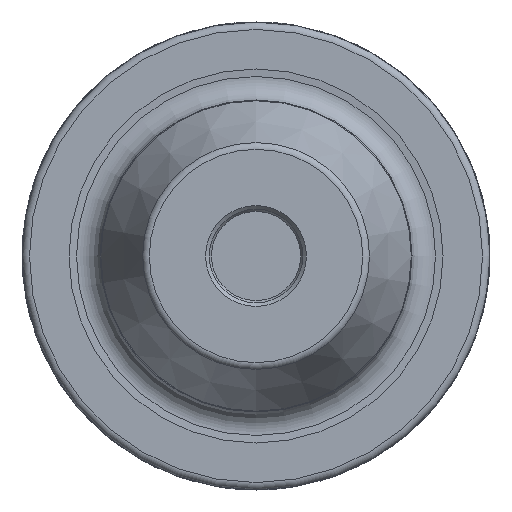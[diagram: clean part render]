
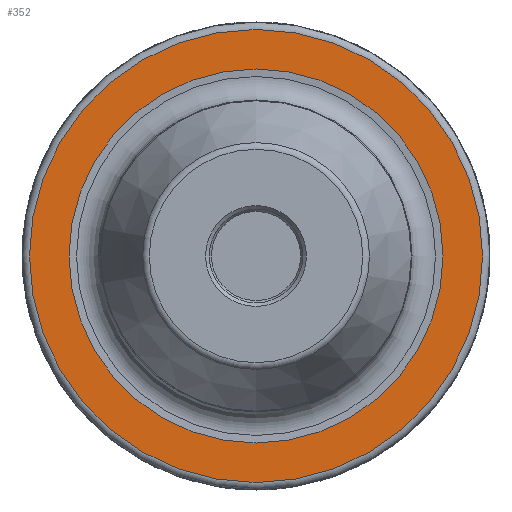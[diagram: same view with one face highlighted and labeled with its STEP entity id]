
A CAD part, left-side view. The second image highlights one B-rep face of the part: STEP entity #352.
In plain terms, the highlighted planar face has unit normal (-1, 0, 0).
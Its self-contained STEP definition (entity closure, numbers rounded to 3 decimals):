
#183=PLANE('',#1371);
#352=ADVANCED_FACE('',(#438,#439),#183,.F.);
#438=FACE_BOUND('',#519,.T.);
#439=FACE_BOUND('',#520,.T.);
#519=EDGE_LOOP('',(#729));
#520=EDGE_LOOP('',(#730));
#729=ORIENTED_EDGE('',*,*,#1170,.T.);
#730=ORIENTED_EDGE('',*,*,#1169,.F.);
#1019=VERTEX_POINT('',#2395);
#1020=VERTEX_POINT('',#2398);
#1169=EDGE_CURVE('',#1019,#1019,#1268,.T.);
#1170=EDGE_CURVE('',#1020,#1020,#1269,.T.);
#1268=CIRCLE('',#1368,30.495);
#1269=CIRCLE('',#1370,25.174);
#1368=AXIS2_PLACEMENT_3D('',#2394,#1615,#1616);
#1370=AXIS2_PLACEMENT_3D('',#2397,#1619,#1620);
#1371=AXIS2_PLACEMENT_3D('',#2399,#1621,#1622);
#1615=DIRECTION('',(1.,0.,0.));
#1616=DIRECTION('',(0.,0.,1.));
#1619=DIRECTION('',(1.,0.,0.));
#1620=DIRECTION('',(0.,0.,1.));
#1621=DIRECTION('',(1.,0.,0.));
#1622=DIRECTION('',(0.,0.,-1.));
#2394=CARTESIAN_POINT('',(73.,0.,0.));
#2395=CARTESIAN_POINT('',(73.,0.,30.495));
#2397=CARTESIAN_POINT('',(73.,0.,0.));
#2398=CARTESIAN_POINT('',(73.,0.,25.174));
#2399=CARTESIAN_POINT('',(73.,30.495,0.));
